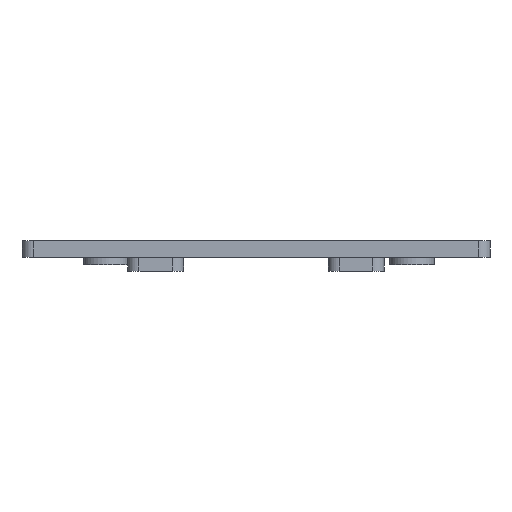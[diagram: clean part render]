
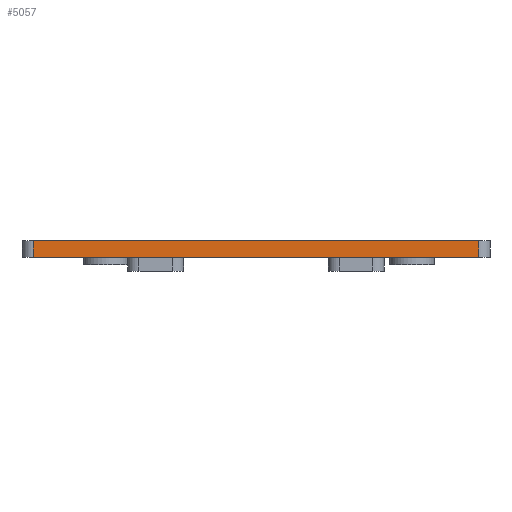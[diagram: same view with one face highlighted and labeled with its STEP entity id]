
A CAD part, front view. The second image highlights one B-rep face of the part: STEP entity #5057.
In plain terms, the highlighted planar face has unit normal (0, -1, 0).
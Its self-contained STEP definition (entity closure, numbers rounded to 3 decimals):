
#32 = VERTEX_POINT ( 'NONE', #5300 ) ;
#43 = VECTOR ( 'NONE', #2712, 1000. ) ;
#283 = CARTESIAN_POINT ( 'NONE',  ( -184.703, 1312.47, 3. ) ) ;
#334 = DIRECTION ( 'NONE',  ( 0., -1., 0. ) ) ;
#388 = ORIENTED_EDGE ( 'NONE', *, *, #1734, .F. ) ;
#614 = CARTESIAN_POINT ( 'NONE',  ( -184.703, 1312.47, 0. ) ) ;
#758 = DIRECTION ( 'NONE',  ( 0., 0., -1. ) ) ;
#1101 = CARTESIAN_POINT ( 'NONE',  ( -266.703, 1312.47, 0. ) ) ;
#1395 = ORIENTED_EDGE ( 'NONE', *, *, #6109, .T. ) ;
#1412 = PLANE ( 'NONE',  #3528 ) ;
#1428 = LINE ( 'NONE', #283, #43 ) ;
#1731 = CARTESIAN_POINT ( 'NONE',  ( -184.703, 1312.47, 3. ) ) ;
#1734 = EDGE_CURVE ( 'NONE', #5247, #3462, #3612, .T. ) ;
#2694 = EDGE_CURVE ( 'NONE', #4276, #32, #4852, .T. ) ;
#2712 = DIRECTION ( 'NONE',  ( 0., 0., 1. ) ) ;
#2727 = VECTOR ( 'NONE', #758, 1000. ) ;
#2728 = CARTESIAN_POINT ( 'NONE',  ( -266.703, 1312.47, 3. ) ) ;
#2852 = CARTESIAN_POINT ( 'NONE',  ( -264.703, 1312.47, 0. ) ) ;
#2898 = CARTESIAN_POINT ( 'NONE',  ( -266.703, 1312.47, -85.357 ) ) ;
#2969 = EDGE_CURVE ( 'NONE', #5247, #32, #4384, .T. ) ;
#3355 = ORIENTED_EDGE ( 'NONE', *, *, #2969, .T. ) ;
#3462 = VERTEX_POINT ( 'NONE', #1731 ) ;
#3528 = AXIS2_PLACEMENT_3D ( 'NONE', #2898, #334, #6373 ) ;
#3534 = VECTOR ( 'NONE', #6192, 1000. ) ;
#3584 = DIRECTION ( 'NONE',  ( -1., 0., 0. ) ) ;
#3612 = LINE ( 'NONE', #2728, #3534 ) ;
#3691 = VECTOR ( 'NONE', #3584, 1000. ) ;
#3932 = EDGE_LOOP ( 'NONE', ( #5064, #1395, #388, #3355 ) ) ;
#4276 = VERTEX_POINT ( 'NONE', #614 ) ;
#4384 = LINE ( 'NONE', #2852, #2727 ) ;
#4422 = FACE_OUTER_BOUND ( 'NONE', #3932, .T. ) ;
#4570 = CARTESIAN_POINT ( 'NONE',  ( -264.703, 1312.47, 3. ) ) ;
#4852 = LINE ( 'NONE', #1101, #3691 ) ;
#5057 = ADVANCED_FACE ( 'NONE', ( #4422 ), #1412, .T. ) ;
#5064 = ORIENTED_EDGE ( 'NONE', *, *, #2694, .F. ) ;
#5247 = VERTEX_POINT ( 'NONE', #4570 ) ;
#5300 = CARTESIAN_POINT ( 'NONE',  ( -264.703, 1312.47, 0. ) ) ;
#6109 = EDGE_CURVE ( 'NONE', #4276, #3462, #1428, .T. ) ;
#6192 = DIRECTION ( 'NONE',  ( 1., 0., 0. ) ) ;
#6373 = DIRECTION ( 'NONE',  ( 0., 0., -1. ) ) ;
